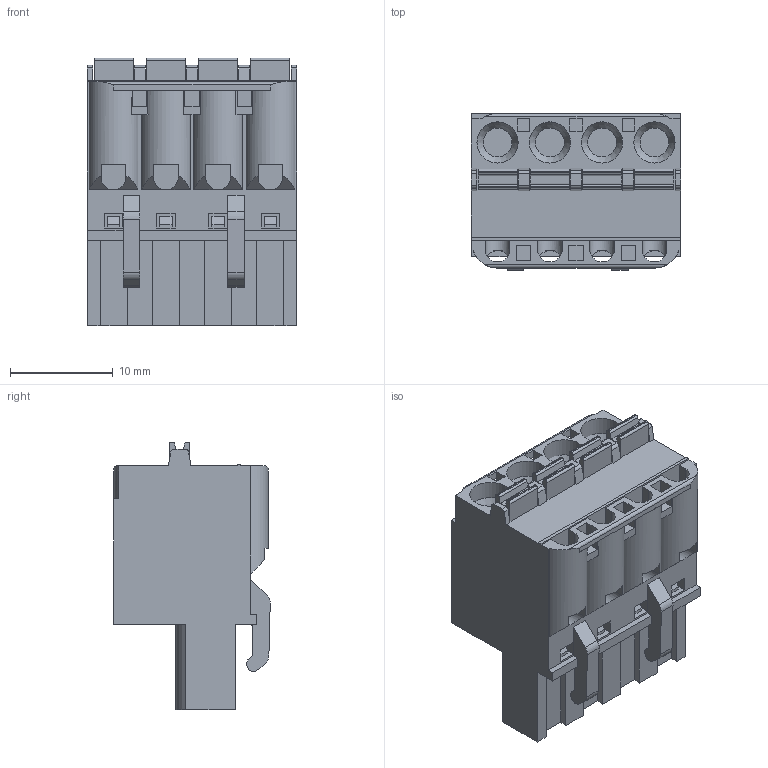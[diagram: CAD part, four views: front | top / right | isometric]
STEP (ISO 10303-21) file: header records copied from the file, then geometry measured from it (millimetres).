
FILE_DESCRIPTION(('STEP AP214'),'1');
FILE_NAME('SHM04-5.08.stp','2015-05-18T13:25:05',(' '),(' '),'Spatial InterOp 3D',' ',' ');
FILE_SCHEMA(('automotive_design'));
Length unit declared in the file: metre
Products named in the file (1): 1
Bounding box: 20.32 x 15.2 x 26 mm (x, y, z)
Volume: 4967.5 mm3; surface area: 2988.2 mm2
Topology: 1 solids, 1 shells, 349 faces, 979 edges, 646 vertices
Faces by surface type: plane 277, cylinder 64, cone 8
Full cylindrical faces by diameter (mm): 4 x4
Entity records: 13930 total; most frequent: CARTESIAN_POINT 1999, ORIENTED_EDGE 1926, DIRECTION 1829, EDGE_CURVE 963, LINE 785, VECTOR 785, VERTEX_POINT 642, AXIS2_PLACEMENT_3D 522
